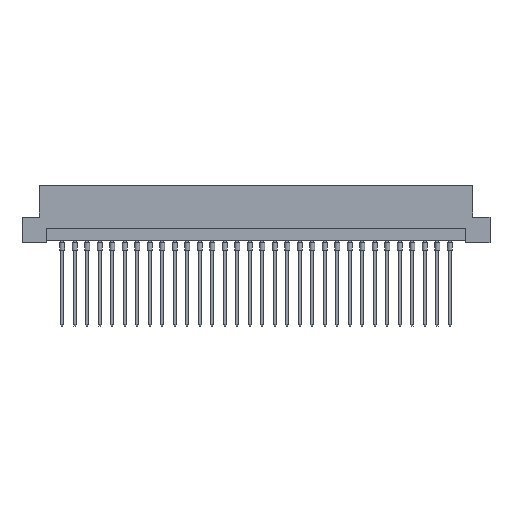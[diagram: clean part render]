
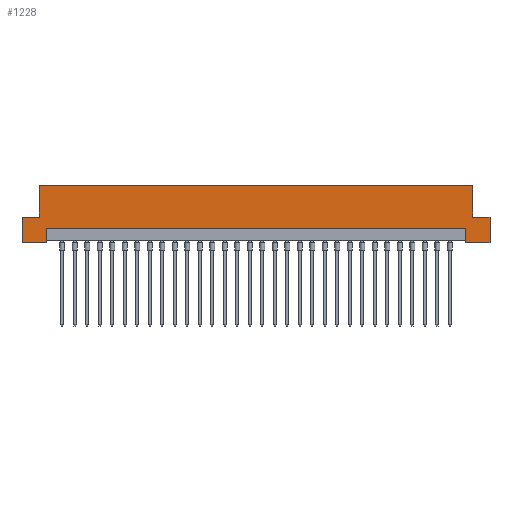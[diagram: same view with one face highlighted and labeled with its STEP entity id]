
A CAD part, front view. The second image highlights one B-rep face of the part: STEP entity #1228.
In plain terms, the highlighted planar face has unit normal (0, -1, 0).
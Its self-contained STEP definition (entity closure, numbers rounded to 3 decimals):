
#251 = EDGE_CURVE ( 'NONE', #9430, #2249, #17040, .T. ) ;
#275 = CARTESIAN_POINT ( 'NONE',  ( 47.5, 0., 5.2 ) ) ;
#521 = VERTEX_POINT ( 'NONE', #11944 ) ;
#785 = CARTESIAN_POINT ( 'NONE',  ( 42.6, 0., 2.9 ) ) ;
#894 = VECTOR ( 'NONE', #3754, 1000. ) ;
#917 = VECTOR ( 'NONE', #8603, 1000. ) ;
#1228 = ADVANCED_FACE ( 'NONE', ( #4663 ), #15740, .F. ) ;
#1379 = DIRECTION ( 'NONE',  ( 1., 0., 0. ) ) ;
#1422 = LINE ( 'NONE', #16349, #15002 ) ;
#1472 = VECTOR ( 'NONE', #11874, 1000. ) ;
#1727 = ORIENTED_EDGE ( 'NONE', *, *, #251, .T. ) ;
#1804 = CARTESIAN_POINT ( 'NONE',  ( -44., 0., 5.2 ) ) ;
#2104 = CARTESIAN_POINT ( 'NONE',  ( 44., 0., 5.2 ) ) ;
#2249 = VERTEX_POINT ( 'NONE', #14707 ) ;
#2470 = VERTEX_POINT ( 'NONE', #13628 ) ;
#2719 = VERTEX_POINT ( 'NONE', #6873 ) ;
#2858 = ORIENTED_EDGE ( 'NONE', *, *, #15059, .F. ) ;
#3526 = EDGE_CURVE ( 'NONE', #4397, #521, #9091, .T. ) ;
#3536 = DIRECTION ( 'NONE',  ( 0., 0., -1. ) ) ;
#3614 = CARTESIAN_POINT ( 'NONE',  ( -47.5, 0., 0. ) ) ;
#3754 = DIRECTION ( 'NONE',  ( -1., 0., 0. ) ) ;
#3886 = CARTESIAN_POINT ( 'NONE',  ( -47.5, 0., 5.2 ) ) ;
#4055 = EDGE_CURVE ( 'NONE', #6937, #15104, #15770, .T. ) ;
#4397 = VERTEX_POINT ( 'NONE', #1804 ) ;
#4633 = CARTESIAN_POINT ( 'NONE',  ( -42.6, 0., 0.5 ) ) ;
#4663 = FACE_OUTER_BOUND ( 'NONE', #8982, .T. ) ;
#4783 = CARTESIAN_POINT ( 'NONE',  ( -47.5, 0., 0. ) ) ;
#4855 = DIRECTION ( 'NONE',  ( 0., 0., 1. ) ) ;
#5166 = CARTESIAN_POINT ( 'NONE',  ( 47.5, 0., 0. ) ) ;
#5312 = VECTOR ( 'NONE', #10251, 1000. ) ;
#5751 = LINE ( 'NONE', #7001, #917 ) ;
#6098 = DIRECTION ( 'NONE',  ( 0., 0., 1. ) ) ;
#6229 = DIRECTION ( 'NONE',  ( 0., 0., -1. ) ) ;
#6355 = ORIENTED_EDGE ( 'NONE', *, *, #12229, .F. ) ;
#6431 = CARTESIAN_POINT ( 'NONE',  ( 42.6, 0., 2.9 ) ) ;
#6463 = EDGE_CURVE ( 'NONE', #8054, #15464, #5751, .T. ) ;
#6734 = LINE ( 'NONE', #3886, #10009 ) ;
#6873 = CARTESIAN_POINT ( 'NONE',  ( 44., 0., 5.2 ) ) ;
#6937 = VERTEX_POINT ( 'NONE', #275 ) ;
#7001 = CARTESIAN_POINT ( 'NONE',  ( -47.5, 0., 0. ) ) ;
#7397 = LINE ( 'NONE', #4633, #12323 ) ;
#7652 = VERTEX_POINT ( 'NONE', #14442 ) ;
#7894 = CARTESIAN_POINT ( 'NONE',  ( -42.6, 0., 0. ) ) ;
#7995 = EDGE_CURVE ( 'NONE', #15464, #2470, #15665, .T. ) ;
#8054 = VERTEX_POINT ( 'NONE', #7894 ) ;
#8444 = ORIENTED_EDGE ( 'NONE', *, *, #6463, .F. ) ;
#8603 = DIRECTION ( 'NONE',  ( -1., 0., 0. ) ) ;
#8812 = ORIENTED_EDGE ( 'NONE', *, *, #7995, .F. ) ;
#8892 = CARTESIAN_POINT ( 'NONE',  ( 47.5, 0., 0. ) ) ;
#8982 = EDGE_LOOP ( 'NONE', ( #13461, #1727, #16782, #12203, #2858, #15560, #15341, #15783, #6355, #8812, #8444, #9106 ) ) ;
#9091 = LINE ( 'NONE', #16959, #5312 ) ;
#9106 = ORIENTED_EDGE ( 'NONE', *, *, #13540, .F. ) ;
#9179 = DIRECTION ( 'NONE',  ( 1., 0., 0. ) ) ;
#9430 = VERTEX_POINT ( 'NONE', #785 ) ;
#10009 = VECTOR ( 'NONE', #1379, 1000. ) ;
#10162 = EDGE_CURVE ( 'NONE', #521, #7652, #1422, .T. ) ;
#10251 = DIRECTION ( 'NONE',  ( 0., 0., 1. ) ) ;
#10443 = LINE ( 'NONE', #15899, #1472 ) ;
#10501 = EDGE_CURVE ( 'NONE', #15104, #2249, #10443, .T. ) ;
#10612 = LINE ( 'NONE', #13477, #17147 ) ;
#10834 = EDGE_CURVE ( 'NONE', #2719, #7652, #15858, .T. ) ;
#11103 = VERTEX_POINT ( 'NONE', #12010 ) ;
#11323 = AXIS2_PLACEMENT_3D ( 'NONE', #12982, #11723, #6098 ) ;
#11572 = DIRECTION ( 'NONE',  ( 0., 0., 1. ) ) ;
#11723 = DIRECTION ( 'NONE',  ( 0., 1., 0. ) ) ;
#11874 = DIRECTION ( 'NONE',  ( -1., 0., 0. ) ) ;
#11944 = CARTESIAN_POINT ( 'NONE',  ( -44., 0., 11.6 ) ) ;
#12010 = CARTESIAN_POINT ( 'NONE',  ( -42.6, 0., 2.9 ) ) ;
#12185 = VECTOR ( 'NONE', #6229, 1000. ) ;
#12203 = ORIENTED_EDGE ( 'NONE', *, *, #4055, .F. ) ;
#12229 = EDGE_CURVE ( 'NONE', #2470, #4397, #6734, .T. ) ;
#12323 = VECTOR ( 'NONE', #12851, 1000. ) ;
#12851 = DIRECTION ( 'NONE',  ( 0., 0., -1. ) ) ;
#12982 = CARTESIAN_POINT ( 'NONE',  ( -47.5, 0., 11.6 ) ) ;
#13377 = VECTOR ( 'NONE', #4855, 1000. ) ;
#13402 = LINE ( 'NONE', #6431, #894 ) ;
#13461 = ORIENTED_EDGE ( 'NONE', *, *, #14554, .F. ) ;
#13477 = CARTESIAN_POINT ( 'NONE',  ( 47.5, 0., 5.2 ) ) ;
#13540 = EDGE_CURVE ( 'NONE', #11103, #8054, #7397, .T. ) ;
#13628 = CARTESIAN_POINT ( 'NONE',  ( -47.5, 0., 5.2 ) ) ;
#14442 = CARTESIAN_POINT ( 'NONE',  ( 44., 0., 11.6 ) ) ;
#14554 = EDGE_CURVE ( 'NONE', #9430, #11103, #13402, .T. ) ;
#14707 = CARTESIAN_POINT ( 'NONE',  ( 42.6, 0., 0. ) ) ;
#14915 = VECTOR ( 'NONE', #3536, 1000. ) ;
#15002 = VECTOR ( 'NONE', #15087, 1000. ) ;
#15059 = EDGE_CURVE ( 'NONE', #2719, #6937, #10612, .T. ) ;
#15087 = DIRECTION ( 'NONE',  ( 1., 0., 0. ) ) ;
#15104 = VERTEX_POINT ( 'NONE', #5166 ) ;
#15341 = ORIENTED_EDGE ( 'NONE', *, *, #10162, .F. ) ;
#15464 = VERTEX_POINT ( 'NONE', #4783 ) ;
#15514 = CARTESIAN_POINT ( 'NONE',  ( 42.6, 0., 0.5 ) ) ;
#15560 = ORIENTED_EDGE ( 'NONE', *, *, #10834, .T. ) ;
#15665 = LINE ( 'NONE', #3614, #13377 ) ;
#15740 = PLANE ( 'NONE',  #11323 ) ;
#15770 = LINE ( 'NONE', #8892, #14915 ) ;
#15783 = ORIENTED_EDGE ( 'NONE', *, *, #3526, .F. ) ;
#15858 = LINE ( 'NONE', #2104, #16585 ) ;
#15899 = CARTESIAN_POINT ( 'NONE',  ( -47.5, 0., 0. ) ) ;
#16349 = CARTESIAN_POINT ( 'NONE',  ( -47.5, 0., 11.6 ) ) ;
#16585 = VECTOR ( 'NONE', #11572, 1000. ) ;
#16782 = ORIENTED_EDGE ( 'NONE', *, *, #10501, .F. ) ;
#16959 = CARTESIAN_POINT ( 'NONE',  ( -44., 0., 5.2 ) ) ;
#17040 = LINE ( 'NONE', #15514, #12185 ) ;
#17147 = VECTOR ( 'NONE', #9179, 1000. ) ;
